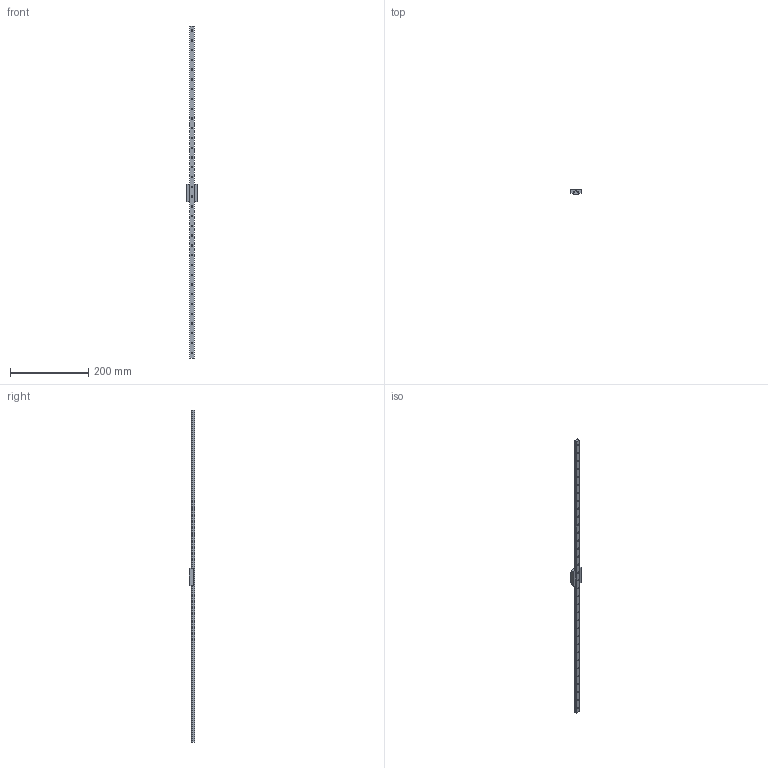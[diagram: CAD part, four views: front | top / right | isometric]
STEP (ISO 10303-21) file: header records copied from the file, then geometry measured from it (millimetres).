
FILE_DESCRIPTION(('FreeCAD Model'),'2;1');
FILE_NAME('MGN12H_850.stp','2020-12-13T11:15:45',('Author'),(''), 'Open CASCADE STEP processor 7.3','FreeCAD','Unknown');
FILE_SCHEMA(('CONFIG_CONTROL_DESIGN','SHAPE_APPEARANCE_LAYER_MIM'));
Length unit declared in the file: millimetre
Products named in the file (4): MGN12H; rail; Cut; carriage
Assembly tree (3 placements, depth 3):
  MGN12H
    rail
      Cut
    carriage
Bounding box: 27 x 13.3 x 850 mm (x, y, z)
Volume: 82216.1 mm3; surface area: 46641.1 mm2
Topology: 2 solids, 2 shells, 180 faces, 404 edges, 268 vertices
Faces by surface type: plane 100, cylinder 76, cone 4
Full cylindrical faces by diameter (mm): 1.4 x2, 3 x4, 3.5 x34, 6 x34
Entity records: 10827 total; most frequent: CARTESIAN_POINT 2114, DIRECTION 1661, LINE 904, VECTOR 904, ORIENTED_EDGE 808, PCURVE 808, DEFINITIONAL_REPRESENTATION 808, EDGE_CURVE 404
